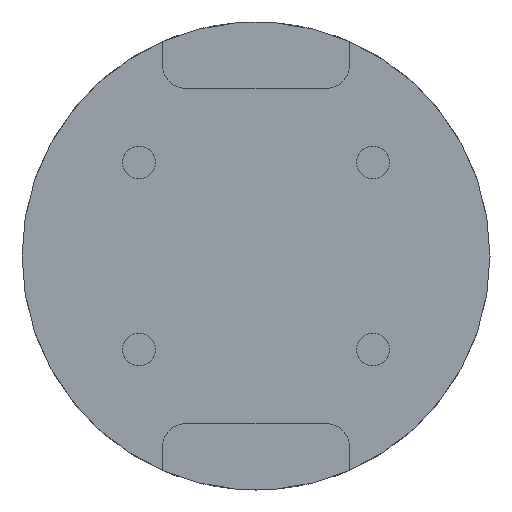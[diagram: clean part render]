
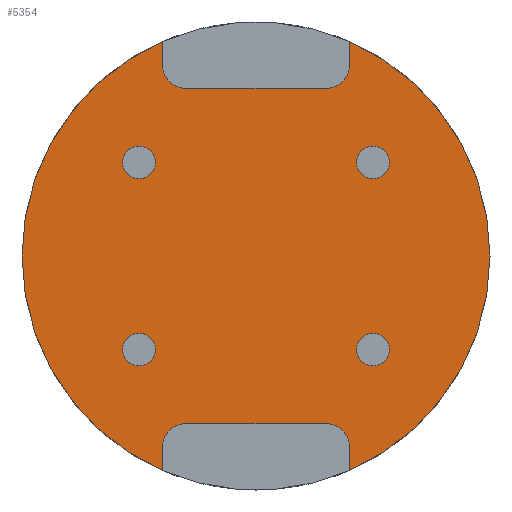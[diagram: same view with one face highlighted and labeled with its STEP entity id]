
A CAD part, front view. The second image highlights one B-rep face of the part: STEP entity #5354.
In plain terms, the highlighted planar face has unit normal (0, -1, 0).
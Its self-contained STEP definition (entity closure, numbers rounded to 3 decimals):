
#1=CARTESIAN_POINT('',(2.5,-4.5,2.));
#2=DIRECTION('',(0.,-1.,0.));
#3=DIRECTION('',(1.,0.,0.));
#4=AXIS2_PLACEMENT_3D('',#1,#2,#3);
#6=CARTESIAN_POINT('',(2.5,-4.5,2.));
#7=DIRECTION('',(0.,-1.,0.));
#8=DIRECTION('',(-1.,0.,0.));
#9=AXIS2_PLACEMENT_3D('',#6,#7,#8);
#11=CARTESIAN_POINT('',(2.5,-4.5,-2.));
#12=DIRECTION('',(0.,-1.,0.));
#13=DIRECTION('',(1.,0.,0.));
#14=AXIS2_PLACEMENT_3D('',#11,#12,#13);
#16=CARTESIAN_POINT('',(2.5,-4.5,-2.));
#17=DIRECTION('',(0.,-1.,0.));
#18=DIRECTION('',(-1.,0.,0.));
#19=AXIS2_PLACEMENT_3D('',#16,#17,#18);
#21=CARTESIAN_POINT('',(-2.5,-4.5,2.));
#22=DIRECTION('',(0.,-1.,0.));
#23=DIRECTION('',(1.,0.,0.));
#24=AXIS2_PLACEMENT_3D('',#21,#22,#23);
#26=CARTESIAN_POINT('',(-2.5,-4.5,2.));
#27=DIRECTION('',(0.,-1.,0.));
#28=DIRECTION('',(-1.,0.,0.));
#29=AXIS2_PLACEMENT_3D('',#26,#27,#28);
#31=CARTESIAN_POINT('',(-2.5,-4.5,-2.));
#32=DIRECTION('',(0.,-1.,0.));
#33=DIRECTION('',(1.,0.,0.));
#34=AXIS2_PLACEMENT_3D('',#31,#32,#33);
#36=CARTESIAN_POINT('',(-2.5,-4.5,-2.));
#37=DIRECTION('',(0.,-1.,0.));
#38=DIRECTION('',(-1.,0.,0.));
#39=AXIS2_PLACEMENT_3D('',#36,#37,#38);
#41=DIRECTION('',(0.,0.,1.));
#42=VECTOR('',#41,0.5);
#43=CARTESIAN_POINT('',(2.,-4.5,-4.583));
#44=LINE('',#43,#42);
#45=DIRECTION('',(-1.,0.,0.));
#46=VECTOR('',#45,3.);
#47=CARTESIAN_POINT('',(1.5,-4.5,-3.583));
#48=LINE('',#47,#46);
#49=DIRECTION('',(0.,0.,-1.));
#50=VECTOR('',#49,0.5);
#51=CARTESIAN_POINT('',(-2.,-4.5,-4.083));
#52=LINE('',#51,#50);
#53=CARTESIAN_POINT('',(0.,-4.5,0.));
#54=DIRECTION('',(0.,-1.,0.));
#55=DIRECTION('',(-1.,0.,0.));
#56=AXIS2_PLACEMENT_3D('',#53,#54,#55);
#58=CARTESIAN_POINT('',(0.,-4.5,0.));
#59=DIRECTION('',(0.,-1.,0.));
#60=DIRECTION('',(-0.4,0.,0.917));
#61=AXIS2_PLACEMENT_3D('',#58,#59,#60);
#63=DIRECTION('',(0.,0.,-1.));
#64=VECTOR('',#63,0.5);
#65=CARTESIAN_POINT('',(-2.,-4.5,4.583));
#66=LINE('',#65,#64);
#67=DIRECTION('',(1.,0.,0.));
#68=VECTOR('',#67,3.);
#69=CARTESIAN_POINT('',(-1.5,-4.5,3.583));
#70=LINE('',#69,#68);
#71=DIRECTION('',(0.,0.,1.));
#72=VECTOR('',#71,0.5);
#73=CARTESIAN_POINT('',(2.,-4.5,4.083));
#74=LINE('',#73,#72);
#75=CARTESIAN_POINT('',(0.,-4.5,0.));
#76=DIRECTION('',(0.,-1.,0.));
#77=DIRECTION('',(1.,0.,0.));
#78=AXIS2_PLACEMENT_3D('',#75,#76,#77);
#80=CARTESIAN_POINT('',(0.,-4.5,0.));
#81=DIRECTION('',(0.,-1.,0.));
#82=DIRECTION('',(0.4,0.,-0.917));
#83=AXIS2_PLACEMENT_3D('',#80,#81,#82);
#165=CARTESIAN_POINT('',(1.5,-4.5,-4.083));
#166=DIRECTION('',(0.,1.,0.));
#167=DIRECTION('',(0.,0.,1.));
#168=AXIS2_PLACEMENT_3D('',#165,#166,#167);
#224=CARTESIAN_POINT('',(-1.5,-4.5,-4.083));
#225=DIRECTION('',(0.,1.,0.));
#226=DIRECTION('',(-1.,0.,0.));
#227=AXIS2_PLACEMENT_3D('',#224,#225,#226);
#261=CARTESIAN_POINT('',(1.5,-4.5,4.083));
#262=DIRECTION('',(0.,1.,0.));
#263=DIRECTION('',(1.,0.,0.));
#264=AXIS2_PLACEMENT_3D('',#261,#262,#263);
#274=CARTESIAN_POINT('',(-1.5,-4.5,4.083));
#275=DIRECTION('',(0.,1.,0.));
#276=DIRECTION('',(0.,0.,-1.));
#277=AXIS2_PLACEMENT_3D('',#274,#275,#276);
#5189=CARTESIAN_POINT('',(-5.,-4.5,0.));
#5190=VERTEX_POINT('',#5189);
#5191=CARTESIAN_POINT('',(5.,-4.5,0.));
#5192=VERTEX_POINT('',#5191);
#5231=CARTESIAN_POINT('',(2.85,-4.5,2.));
#5232=CARTESIAN_POINT('',(2.15,-4.5,2.));
#5233=VERTEX_POINT('',#5231);
#5234=VERTEX_POINT('',#5232);
#5235=CARTESIAN_POINT('',(2.85,-4.5,-2.));
#5236=CARTESIAN_POINT('',(2.15,-4.5,-2.));
#5237=VERTEX_POINT('',#5235);
#5238=VERTEX_POINT('',#5236);
#5239=CARTESIAN_POINT('',(-2.15,-4.5,2.));
#5240=CARTESIAN_POINT('',(-2.85,-4.5,2.));
#5241=VERTEX_POINT('',#5239);
#5242=VERTEX_POINT('',#5240);
#5243=CARTESIAN_POINT('',(-2.15,-4.5,-2.));
#5244=CARTESIAN_POINT('',(-2.85,-4.5,-2.));
#5245=VERTEX_POINT('',#5243);
#5246=VERTEX_POINT('',#5244);
#5255=CARTESIAN_POINT('',(-2.,-4.5,-4.583));
#5256=VERTEX_POINT('',#5255);
#5257=CARTESIAN_POINT('',(2.,-4.5,-4.583));
#5258=VERTEX_POINT('',#5257);
#5259=CARTESIAN_POINT('',(2.,-4.5,4.583));
#5260=VERTEX_POINT('',#5259);
#5261=CARTESIAN_POINT('',(-2.,-4.5,4.583));
#5262=VERTEX_POINT('',#5261);
#5264=CARTESIAN_POINT('',(-1.5,-4.5,-3.583));
#5266=VERTEX_POINT('',#5264);
#5269=CARTESIAN_POINT('',(-2.,-4.5,-4.083));
#5270=VERTEX_POINT('',#5269);
#5272=CARTESIAN_POINT('',(2.,-4.5,-4.083));
#5274=VERTEX_POINT('',#5272);
#5277=CARTESIAN_POINT('',(1.5,-4.5,-3.583));
#5278=VERTEX_POINT('',#5277);
#5280=CARTESIAN_POINT('',(-2.,-4.5,4.083));
#5282=VERTEX_POINT('',#5280);
#5285=CARTESIAN_POINT('',(-1.5,-4.5,3.583));
#5286=VERTEX_POINT('',#5285);
#5288=CARTESIAN_POINT('',(1.5,-4.5,3.583));
#5290=VERTEX_POINT('',#5288);
#5293=CARTESIAN_POINT('',(2.,-4.5,4.083));
#5294=VERTEX_POINT('',#5293);
#5295=CARTESIAN_POINT('',(0.,-4.5,0.));
#5296=DIRECTION('',(0.,1.,0.));
#5297=DIRECTION('',(1.,0.,0.));
#5298=AXIS2_PLACEMENT_3D('',#5295,#5296,#5297);
#5299=PLANE('',#5298);
#5301=ORIENTED_EDGE('',*,*,#5300,.T.);
#5303=ORIENTED_EDGE('',*,*,#5302,.F.);
#5305=ORIENTED_EDGE('',*,*,#5304,.T.);
#5307=ORIENTED_EDGE('',*,*,#5306,.F.);
#5309=ORIENTED_EDGE('',*,*,#5308,.T.);
#5311=ORIENTED_EDGE('',*,*,#5310,.F.);
#5313=ORIENTED_EDGE('',*,*,#5312,.F.);
#5315=ORIENTED_EDGE('',*,*,#5314,.T.);
#5317=ORIENTED_EDGE('',*,*,#5316,.F.);
#5319=ORIENTED_EDGE('',*,*,#5318,.T.);
#5321=ORIENTED_EDGE('',*,*,#5320,.F.);
#5323=ORIENTED_EDGE('',*,*,#5322,.T.);
#5325=ORIENTED_EDGE('',*,*,#5324,.F.);
#5327=ORIENTED_EDGE('',*,*,#5326,.F.);
#5328=EDGE_LOOP('',(#5301,#5303,#5305,#5307,#5309,#5311,#5313,#5315,#5317,#5319,
#5321,#5323,#5325,#5327));
#5329=FACE_OUTER_BOUND('',#5328,.F.);
#5331=ORIENTED_EDGE('',*,*,#5330,.T.);
#5333=ORIENTED_EDGE('',*,*,#5332,.T.);
#5334=EDGE_LOOP('',(#5331,#5333));
#5335=FACE_BOUND('',#5334,.F.);
#5337=ORIENTED_EDGE('',*,*,#5336,.T.);
#5339=ORIENTED_EDGE('',*,*,#5338,.T.);
#5340=EDGE_LOOP('',(#5337,#5339));
#5341=FACE_BOUND('',#5340,.F.);
#5343=ORIENTED_EDGE('',*,*,#5342,.T.);
#5345=ORIENTED_EDGE('',*,*,#5344,.T.);
#5346=EDGE_LOOP('',(#5343,#5345));
#5347=FACE_BOUND('',#5346,.F.);
#5349=ORIENTED_EDGE('',*,*,#5348,.T.);
#5351=ORIENTED_EDGE('',*,*,#5350,.T.);
#5352=EDGE_LOOP('',(#5349,#5351));
#5353=FACE_BOUND('',#5352,.F.);
#5=CIRCLE('',#4,0.35);
#10=CIRCLE('',#9,0.35);
#15=CIRCLE('',#14,0.35);
#20=CIRCLE('',#19,0.35);
#25=CIRCLE('',#24,0.35);
#30=CIRCLE('',#29,0.35);
#35=CIRCLE('',#34,0.35);
#40=CIRCLE('',#39,0.35);
#57=CIRCLE('',#56,5.);
#62=CIRCLE('',#61,5.);
#79=CIRCLE('',#78,5.);
#84=CIRCLE('',#83,5.);
#169=CIRCLE('',#168,0.5);
#228=CIRCLE('',#227,0.5);
#265=CIRCLE('',#264,0.5);
#278=CIRCLE('',#277,0.5);
#5300=EDGE_CURVE('',#5258,#5274,#44,.T.);
#5302=EDGE_CURVE('',#5278,#5274,#169,.T.);
#5304=EDGE_CURVE('',#5278,#5266,#48,.T.);
#5306=EDGE_CURVE('',#5270,#5266,#228,.T.);
#5308=EDGE_CURVE('',#5270,#5256,#52,.T.);
#5310=EDGE_CURVE('',#5190,#5256,#57,.T.);
#5312=EDGE_CURVE('',#5262,#5190,#62,.T.);
#5314=EDGE_CURVE('',#5262,#5282,#66,.T.);
#5316=EDGE_CURVE('',#5286,#5282,#278,.T.);
#5318=EDGE_CURVE('',#5286,#5290,#70,.T.);
#5320=EDGE_CURVE('',#5294,#5290,#265,.T.);
#5322=EDGE_CURVE('',#5294,#5260,#74,.T.);
#5324=EDGE_CURVE('',#5192,#5260,#79,.T.);
#5326=EDGE_CURVE('',#5258,#5192,#84,.T.);
#5330=EDGE_CURVE('',#5237,#5238,#15,.T.);
#5332=EDGE_CURVE('',#5238,#5237,#20,.T.);
#5336=EDGE_CURVE('',#5241,#5242,#25,.T.);
#5338=EDGE_CURVE('',#5242,#5241,#30,.T.);
#5342=EDGE_CURVE('',#5245,#5246,#35,.T.);
#5344=EDGE_CURVE('',#5246,#5245,#40,.T.);
#5348=EDGE_CURVE('',#5233,#5234,#5,.T.);
#5350=EDGE_CURVE('',#5234,#5233,#10,.T.);
#5354=ADVANCED_FACE('',(#5329,#5335,#5341,#5347,#5353),#5299,.F.);
